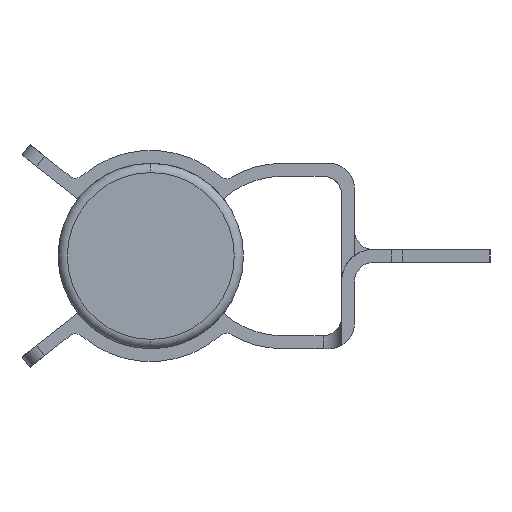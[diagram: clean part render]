
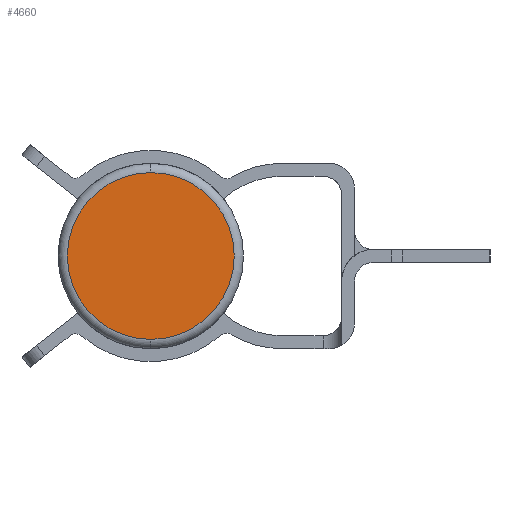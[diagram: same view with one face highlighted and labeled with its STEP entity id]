
A CAD part, left-side view. The second image highlights one B-rep face of the part: STEP entity #4660.
In plain terms, the highlighted planar face has unit normal (-1, 0, 0).
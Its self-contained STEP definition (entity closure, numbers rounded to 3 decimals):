
#32=CARTESIAN_POINT('',(-10.1,5.5,0.));
#33=DIRECTION('',(-1.,0.,0.));
#34=DIRECTION('',(0.,0.,-1.));
#35=AXIS2_PLACEMENT_3D('',#32,#33,#34);
#41=CARTESIAN_POINT('',(-10.1,5.5,0.));
#42=DIRECTION('',(-1.,0.,0.));
#43=DIRECTION('',(0.,0.,1.));
#44=AXIS2_PLACEMENT_3D('',#41,#42,#43);
#4291=CARTESIAN_POINT('',(-10.1,5.5,-2.25));
#4292=CARTESIAN_POINT('',(-10.1,5.5,2.25));
#4293=VERTEX_POINT('',#4291);
#4294=VERTEX_POINT('',#4292);
#4649=CARTESIAN_POINT('',(-10.1,0.,0.));
#4650=DIRECTION('',(1.,0.,0.));
#4651=DIRECTION('',(0.,0.,-1.));
#4652=AXIS2_PLACEMENT_3D('',#4649,#4650,#4651);
#4653=PLANE('',#4652);
#4655=ORIENTED_EDGE('',*,*,#4654,.F.);
#4657=ORIENTED_EDGE('',*,*,#4656,.F.);
#4658=EDGE_LOOP('',(#4655,#4657));
#4659=FACE_OUTER_BOUND('',#4658,.F.);
#4660=ADVANCED_FACE('',(#4659),#4653,.F.);
#36=CIRCLE('',#35,2.25);
#45=CIRCLE('',#44,2.25);
#4654=EDGE_CURVE('',#4293,#4294,#36,.T.);
#4656=EDGE_CURVE('',#4294,#4293,#45,.T.);
